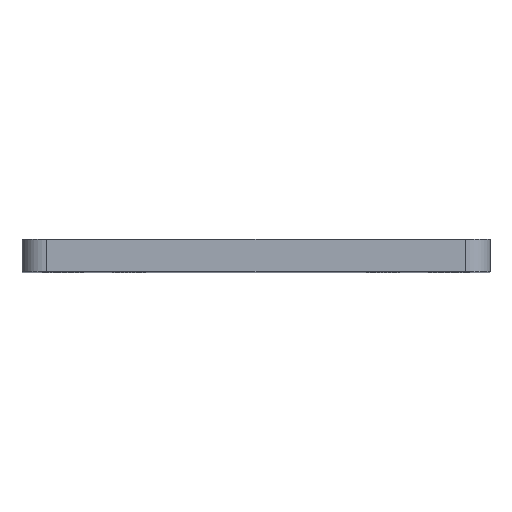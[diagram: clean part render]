
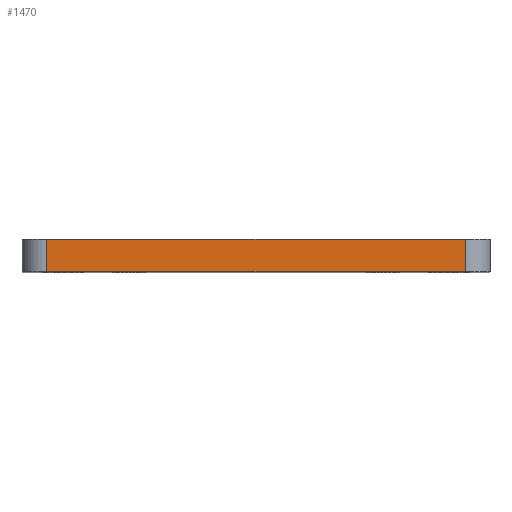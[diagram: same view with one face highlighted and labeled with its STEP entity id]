
A CAD part, top view. The second image highlights one B-rep face of the part: STEP entity #1470.
In plain terms, the highlighted planar face has unit normal (0, 0, 1).
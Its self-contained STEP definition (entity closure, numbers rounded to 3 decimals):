
#150 = EDGE_CURVE ( 'NONE', #2993, #1505, #3606, .T. ) ;
#164 = EDGE_CURVE ( 'NONE', #3299, #1505, #4750, .T. ) ;
#564 = ORIENTED_EDGE ( 'NONE', *, *, #164, .F. ) ;
#635 = VECTOR ( 'NONE', #780, 1000. ) ;
#780 = DIRECTION ( 'NONE',  ( 1., 0., 0. ) ) ;
#1089 = ORIENTED_EDGE ( 'NONE', *, *, #2573, .T. ) ;
#1243 = VECTOR ( 'NONE', #3240, 1000. ) ;
#1325 = CARTESIAN_POINT ( 'NONE',  ( 25.625, 4., 28.625 ) ) ;
#1362 = DIRECTION ( 'NONE',  ( 0., -1., 0. ) ) ;
#1378 = DIRECTION ( 'NONE',  ( 0., 0., -1. ) ) ;
#1470 = ADVANCED_FACE ( 'NONE', ( #3206 ), #2448, .F. ) ;
#1505 = VERTEX_POINT ( 'NONE', #3260 ) ;
#1566 = ORIENTED_EDGE ( 'NONE', *, *, #150, .T. ) ;
#1587 = VECTOR ( 'NONE', #2612, 1000. ) ;
#2139 = VERTEX_POINT ( 'NONE', #2574 ) ;
#2448 = PLANE ( 'NONE',  #4097 ) ;
#2500 = CARTESIAN_POINT ( 'NONE',  ( 25.625, 4., 28.625 ) ) ;
#2510 = ORIENTED_EDGE ( 'NONE', *, *, #3580, .F. ) ;
#2513 = CARTESIAN_POINT ( 'NONE',  ( -25.625, 4., 28.625 ) ) ;
#2573 = EDGE_CURVE ( 'NONE', #2139, #2993, #3325, .T. ) ;
#2574 = CARTESIAN_POINT ( 'NONE',  ( -25.625, 4., 28.625 ) ) ;
#2612 = DIRECTION ( 'NONE',  ( 0., -1., 0. ) ) ;
#2993 = VERTEX_POINT ( 'NONE', #4873 ) ;
#3206 = FACE_OUTER_BOUND ( 'NONE', #3640, .T. ) ;
#3240 = DIRECTION ( 'NONE',  ( 1., 0., 0. ) ) ;
#3260 = CARTESIAN_POINT ( 'NONE',  ( 25.625, 0., 28.625 ) ) ;
#3299 = VERTEX_POINT ( 'NONE', #2500 ) ;
#3325 = LINE ( 'NONE', #2513, #1587 ) ;
#3379 = VECTOR ( 'NONE', #1362, 1000. ) ;
#3434 = LINE ( 'NONE', #3777, #635 ) ;
#3580 = EDGE_CURVE ( 'NONE', #2139, #3299, #3434, .T. ) ;
#3606 = LINE ( 'NONE', #4651, #1243 ) ;
#3640 = EDGE_LOOP ( 'NONE', ( #1566, #564, #2510, #1089 ) ) ;
#3777 = CARTESIAN_POINT ( 'NONE',  ( 25.625, 4., 28.625 ) ) ;
#3977 = DIRECTION ( 'NONE',  ( -1., 0., 0. ) ) ;
#3984 = CARTESIAN_POINT ( 'NONE',  ( 25.625, 4., 28.625 ) ) ;
#4097 = AXIS2_PLACEMENT_3D ( 'NONE', #1325, #1378, #3977 ) ;
#4651 = CARTESIAN_POINT ( 'NONE',  ( 25.625, 0., 28.625 ) ) ;
#4750 = LINE ( 'NONE', #3984, #3379 ) ;
#4873 = CARTESIAN_POINT ( 'NONE',  ( -25.625, 0., 28.625 ) ) ;
